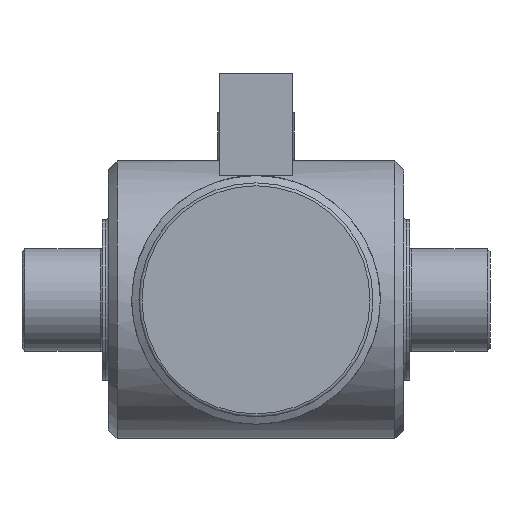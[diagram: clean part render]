
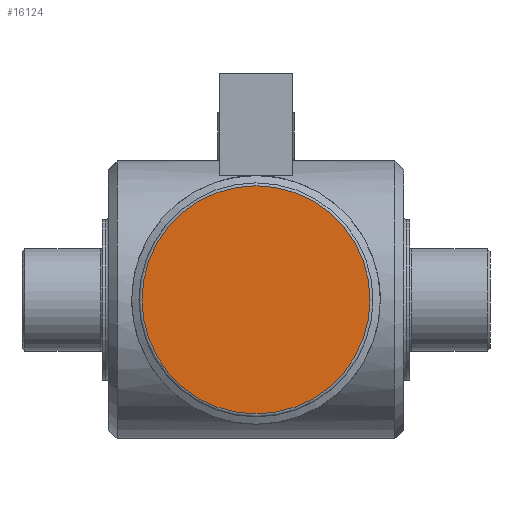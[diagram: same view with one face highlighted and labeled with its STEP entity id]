
A CAD part, left-side view. The second image highlights one B-rep face of the part: STEP entity #16124.
In plain terms, the highlighted planar face has unit normal (-1, 0, 0).
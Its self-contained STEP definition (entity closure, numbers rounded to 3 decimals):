
#141 = EDGE_LOOP ( 'NONE', ( #3384 ) ) ;
#1986 = DIRECTION ( 'NONE',  ( -1., 0., 0. ) ) ;
#3384 = ORIENTED_EDGE ( 'NONE', *, *, #8683, .T. ) ;
#4462 = CARTESIAN_POINT ( 'NONE',  ( -28., 0., 39. ) ) ;
#5713 = CIRCLE ( 'NONE', #19287, 39. ) ;
#5915 = FACE_OUTER_BOUND ( 'NONE', #141, .T. ) ;
#7499 = DIRECTION ( 'NONE',  ( -1., 0., 0. ) ) ;
#8683 = EDGE_CURVE ( 'NONE', #12192, #12192, #5713, .T. ) ;
#11201 = CARTESIAN_POINT ( 'NONE',  ( -28., 0., 0. ) ) ;
#11961 = PLANE ( 'NONE',  #17493 ) ;
#12192 = VERTEX_POINT ( 'NONE', #18227 ) ;
#13516 = DIRECTION ( 'NONE',  ( 0., 0., 1. ) ) ;
#16124 = ADVANCED_FACE ( 'NONE', ( #5915 ), #11961, .T. ) ;
#17207 = DIRECTION ( 'NONE',  ( 0., 0., 1. ) ) ;
#17493 = AXIS2_PLACEMENT_3D ( 'NONE', #4462, #7499, #13516 ) ;
#18227 = CARTESIAN_POINT ( 'NONE',  ( -28., 0., 39. ) ) ;
#19287 = AXIS2_PLACEMENT_3D ( 'NONE', #11201, #1986, #17207 ) ;
